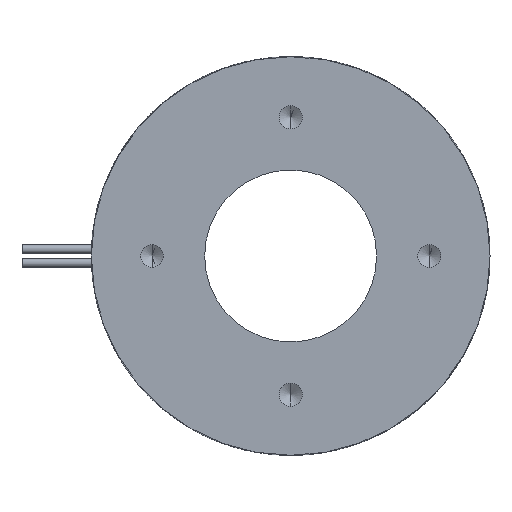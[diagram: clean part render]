
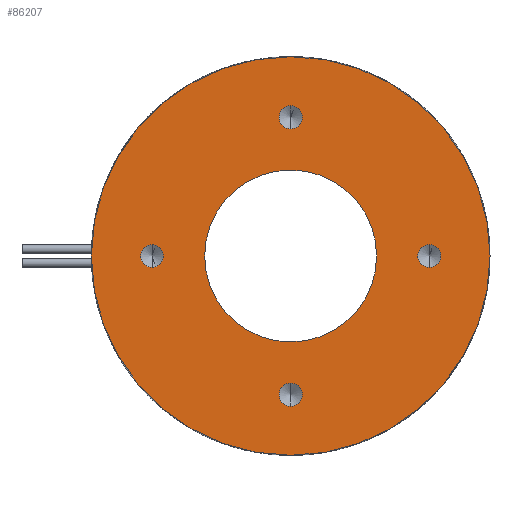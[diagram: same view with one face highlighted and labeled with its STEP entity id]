
A CAD part, left-side view. The second image highlights one B-rep face of the part: STEP entity #86207.
In plain terms, the highlighted planar face has unit normal (-1, 0, 0).
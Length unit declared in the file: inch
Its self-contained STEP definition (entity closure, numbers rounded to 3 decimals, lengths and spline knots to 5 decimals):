
#308 = VERTEX_POINT ( 'NONE', #65885 ) ;
#391 = DIRECTION ( 'NONE',  ( -1., 0., 0. ) ) ;
#689 = ORIENTED_EDGE ( 'NONE', *, *, #16316, .T. ) ;
#1198 = DIRECTION ( 'NONE',  ( 0., 0., 1. ) ) ;
#1531 = DIRECTION ( 'NONE',  ( -1., 0., 0. ) ) ;
#1807 = EDGE_CURVE ( 'NONE', #80878, #1816, #68250, .T. ) ;
#1816 = VERTEX_POINT ( 'NONE', #33091 ) ;
#2744 = CARTESIAN_POINT ( 'NONE',  ( 0., 0., 2. ) ) ;
#3973 = CIRCLE ( 'NONE', #56568, 0.166 ) ;
#4020 = EDGE_CURVE ( 'NONE', #40779, #33351, #39892, .T. ) ;
#4380 = EDGE_CURVE ( 'NONE', #76158, #82236, #10632, .T. ) ;
#4593 = EDGE_CURVE ( 'NONE', #1816, #80878, #31710, .T. ) ;
#6597 = VERTEX_POINT ( 'NONE', #60857 ) ;
#6625 = CIRCLE ( 'NONE', #78811, 1.24 ) ;
#7181 = AXIS2_PLACEMENT_3D ( 'NONE', #82211, #72858, #72221 ) ;
#8557 = EDGE_CURVE ( 'NONE', #82236, #76158, #3973, .T. ) ;
#10632 = CIRCLE ( 'NONE', #18077, 0.166 ) ;
#11349 = EDGE_CURVE ( 'NONE', #76298, #6597, #85252, .T. ) ;
#12032 = CIRCLE ( 'NONE', #49760, 0.166 ) ;
#12879 = FACE_BOUND ( 'NONE', #52358, .T. ) ;
#13727 = EDGE_CURVE ( 'NONE', #308, #61295, #6625, .T. ) ;
#15237 = FACE_BOUND ( 'NONE', #63310, .T. ) ;
#16316 = EDGE_CURVE ( 'NONE', #45131, #57877, #60507, .T. ) ;
#17484 = CIRCLE ( 'NONE', #40490, 1.24 ) ;
#18077 = AXIS2_PLACEMENT_3D ( 'NONE', #73839, #73520, #73316 ) ;
#20562 = AXIS2_PLACEMENT_3D ( 'NONE', #73189, #73164, #72956 ) ;
#26452 = ORIENTED_EDGE ( 'NONE', *, *, #13727, .F. ) ;
#27500 = ORIENTED_EDGE ( 'NONE', *, *, #72397, .F. ) ;
#28807 = ORIENTED_EDGE ( 'NONE', *, *, #72689, .F. ) ;
#31710 = CIRCLE ( 'NONE', #68102, 0.166 ) ;
#32109 = DIRECTION ( 'NONE',  ( 0., 0., 1. ) ) ;
#32436 = CARTESIAN_POINT ( 'NONE',  ( 0., 0., -2. ) ) ;
#32468 = DIRECTION ( 'NONE',  ( -1., 0., 0. ) ) ;
#32568 = DIRECTION ( 'NONE',  ( 0., 0., 1. ) ) ;
#33091 = CARTESIAN_POINT ( 'NONE',  ( 0., 0., -2.166 ) ) ;
#33351 = VERTEX_POINT ( 'NONE', #37830 ) ;
#33879 = CARTESIAN_POINT ( 'NONE',  ( 0., 0., -1.834 ) ) ;
#35032 = AXIS2_PLACEMENT_3D ( 'NONE', #56911, #56831, #56706 ) ;
#36649 = CARTESIAN_POINT ( 'NONE',  ( 0., 0., 1.834 ) ) ;
#37712 = DIRECTION ( 'NONE',  ( 1., 0., 0. ) ) ;
#37830 = CARTESIAN_POINT ( 'NONE',  ( 0., 0., 2.166 ) ) ;
#38654 = CIRCLE ( 'NONE', #7181, 0.166 ) ;
#38898 = EDGE_LOOP ( 'NONE', ( #27500, #69494 ) ) ;
#39892 = CIRCLE ( 'NONE', #86835, 0.166 ) ;
#40179 = AXIS2_PLACEMENT_3D ( 'NONE', #59856, #37712, #89819 ) ;
#40490 = AXIS2_PLACEMENT_3D ( 'NONE', #41449, #1531, #1198 ) ;
#40779 = VERTEX_POINT ( 'NONE', #36649 ) ;
#40860 = CARTESIAN_POINT ( 'NONE',  ( 0., 0., 2.875 ) ) ;
#41449 = CARTESIAN_POINT ( 'NONE',  ( 0., 0., 0. ) ) ;
#44912 = PLANE ( 'NONE',  #40179 ) ;
#45131 = VERTEX_POINT ( 'NONE', #92588 ) ;
#46234 = EDGE_LOOP ( 'NONE', ( #26452, #28807 ) ) ;
#49760 = AXIS2_PLACEMENT_3D ( 'NONE', #53926, #53810, #53720 ) ;
#52358 = EDGE_LOOP ( 'NONE', ( #91756, #74253 ) ) ;
#53720 = DIRECTION ( 'NONE',  ( 0., 0., 1. ) ) ;
#53810 = DIRECTION ( 'NONE',  ( -1., 0., 0. ) ) ;
#53926 = CARTESIAN_POINT ( 'NONE',  ( 0., -2., 0. ) ) ;
#54341 = EDGE_CURVE ( 'NONE', #6597, #76298, #12032, .T. ) ;
#55012 = FACE_BOUND ( 'NONE', #38898, .T. ) ;
#56568 = AXIS2_PLACEMENT_3D ( 'NONE', #91023, #90951, #90726 ) ;
#56706 = DIRECTION ( 'NONE',  ( 0., 0., 1. ) ) ;
#56831 = DIRECTION ( 'NONE',  ( -1., 0., 0. ) ) ;
#56911 = CARTESIAN_POINT ( 'NONE',  ( 0., 0., 0. ) ) ;
#57821 = DIRECTION ( 'NONE',  ( 0., 0., 1. ) ) ;
#57877 = VERTEX_POINT ( 'NONE', #40860 ) ;
#58248 = DIRECTION ( 'NONE',  ( -1., 0., 0. ) ) ;
#58366 = CARTESIAN_POINT ( 'NONE',  ( 0., 0., -2. ) ) ;
#59856 = CARTESIAN_POINT ( 'NONE',  ( 0., 1.24, 0. ) ) ;
#60467 = CIRCLE ( 'NONE', #35032, 2.875 ) ;
#60507 = CIRCLE ( 'NONE', #63432, 2.875 ) ;
#60857 = CARTESIAN_POINT ( 'NONE',  ( 0., -2., 0.166 ) ) ;
#61295 = VERTEX_POINT ( 'NONE', #88135 ) ;
#61379 = ORIENTED_EDGE ( 'NONE', *, *, #54341, .F. ) ;
#61774 = EDGE_LOOP ( 'NONE', ( #75374, #80061 ) ) ;
#62296 = CARTESIAN_POINT ( 'NONE',  ( 0., -2., -0.166 ) ) ;
#63310 = EDGE_LOOP ( 'NONE', ( #61379, #63721 ) ) ;
#63432 = AXIS2_PLACEMENT_3D ( 'NONE', #89290, #89602, #32109 ) ;
#63576 = AXIS2_PLACEMENT_3D ( 'NONE', #32436, #32468, #32568 ) ;
#63721 = ORIENTED_EDGE ( 'NONE', *, *, #11349, .F. ) ;
#65885 = CARTESIAN_POINT ( 'NONE',  ( 0., 0., 1.24 ) ) ;
#66706 = EDGE_CURVE ( 'NONE', #57877, #45131, #60467, .T. ) ;
#68102 = AXIS2_PLACEMENT_3D ( 'NONE', #58366, #58248, #57821 ) ;
#68250 = CIRCLE ( 'NONE', #63576, 0.166 ) ;
#69494 = ORIENTED_EDGE ( 'NONE', *, *, #4020, .F. ) ;
#70118 = FACE_OUTER_BOUND ( 'NONE', #72698, .T. ) ;
#72221 = DIRECTION ( 'NONE',  ( 0., 0., 1. ) ) ;
#72397 = EDGE_CURVE ( 'NONE', #33351, #40779, #38654, .T. ) ;
#72689 = EDGE_CURVE ( 'NONE', #61295, #308, #17484, .T. ) ;
#72698 = EDGE_LOOP ( 'NONE', ( #88309, #689 ) ) ;
#72858 = DIRECTION ( 'NONE',  ( -1., 0., 0. ) ) ;
#72956 = DIRECTION ( 'NONE',  ( 0., 0., 1. ) ) ;
#73164 = DIRECTION ( 'NONE',  ( -1., 0., 0. ) ) ;
#73189 = CARTESIAN_POINT ( 'NONE',  ( 0., -2., 0. ) ) ;
#73316 = DIRECTION ( 'NONE',  ( 0., 0., 1. ) ) ;
#73520 = DIRECTION ( 'NONE',  ( -1., 0., 0. ) ) ;
#73839 = CARTESIAN_POINT ( 'NONE',  ( 0., 2., 0. ) ) ;
#73978 = CARTESIAN_POINT ( 'NONE',  ( 0., 2., -0.166 ) ) ;
#74253 = ORIENTED_EDGE ( 'NONE', *, *, #8557, .F. ) ;
#74768 = FACE_BOUND ( 'NONE', #61774, .T. ) ;
#75374 = ORIENTED_EDGE ( 'NONE', *, *, #1807, .F. ) ;
#76158 = VERTEX_POINT ( 'NONE', #77033 ) ;
#76298 = VERTEX_POINT ( 'NONE', #62296 ) ;
#77033 = CARTESIAN_POINT ( 'NONE',  ( 0., 2., 0.166 ) ) ;
#78811 = AXIS2_PLACEMENT_3D ( 'NONE', #84388, #84316, #84195 ) ;
#80061 = ORIENTED_EDGE ( 'NONE', *, *, #4593, .F. ) ;
#80878 = VERTEX_POINT ( 'NONE', #33879 ) ;
#82211 = CARTESIAN_POINT ( 'NONE',  ( 0., 0., 2. ) ) ;
#82236 = VERTEX_POINT ( 'NONE', #73978 ) ;
#84195 = DIRECTION ( 'NONE',  ( 0., 0., 1. ) ) ;
#84316 = DIRECTION ( 'NONE',  ( -1., 0., 0. ) ) ;
#84388 = CARTESIAN_POINT ( 'NONE',  ( 0., 0., 0. ) ) ;
#85252 = CIRCLE ( 'NONE', #20562, 0.166 ) ;
#86207 = ADVANCED_FACE ( 'NONE', ( #55012, #15237, #74768, #12879, #89966, #70118 ), #44912, .F. ) ;
#86835 = AXIS2_PLACEMENT_3D ( 'NONE', #2744, #391, #96758 ) ;
#88135 = CARTESIAN_POINT ( 'NONE',  ( 0., 0., -1.24 ) ) ;
#88309 = ORIENTED_EDGE ( 'NONE', *, *, #66706, .T. ) ;
#89290 = CARTESIAN_POINT ( 'NONE',  ( 0., 0., 0. ) ) ;
#89602 = DIRECTION ( 'NONE',  ( -1., 0., 0. ) ) ;
#89819 = DIRECTION ( 'NONE',  ( 0., 0., -1. ) ) ;
#89966 = FACE_BOUND ( 'NONE', #46234, .T. ) ;
#90726 = DIRECTION ( 'NONE',  ( 0., 0., 1. ) ) ;
#90951 = DIRECTION ( 'NONE',  ( -1., 0., 0. ) ) ;
#91023 = CARTESIAN_POINT ( 'NONE',  ( 0., 2., 0. ) ) ;
#91756 = ORIENTED_EDGE ( 'NONE', *, *, #4380, .F. ) ;
#92588 = CARTESIAN_POINT ( 'NONE',  ( 0., 0., -2.875 ) ) ;
#96758 = DIRECTION ( 'NONE',  ( 0., 0., 1. ) ) ;
